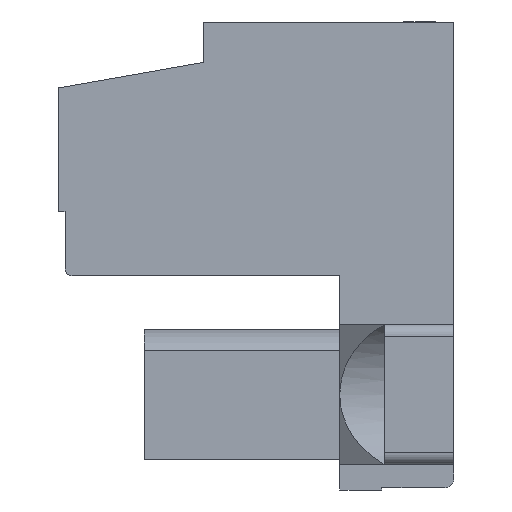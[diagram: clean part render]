
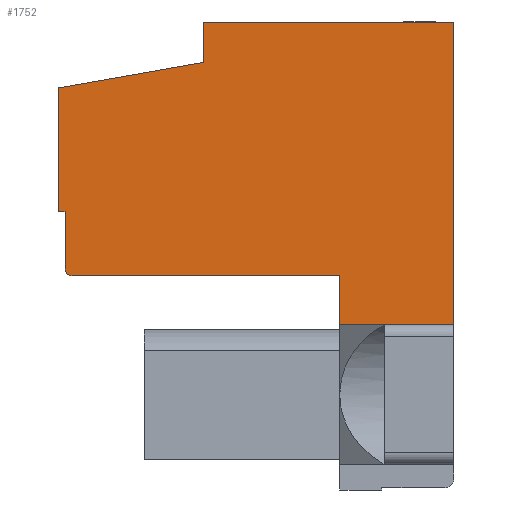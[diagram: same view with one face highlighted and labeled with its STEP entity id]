
A CAD part, left-side view. The second image highlights one B-rep face of the part: STEP entity #1752.
In plain terms, the highlighted planar face has unit normal (-1, 0, 0).
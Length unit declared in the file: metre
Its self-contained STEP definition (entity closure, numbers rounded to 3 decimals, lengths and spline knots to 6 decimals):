
#1752=ADVANCED_FACE('',(#3659),#3660,.F.);
#3659=FACE_OUTER_BOUND('',#5604,.T.);
#3660=PLANE('',#5605);
#5604=EDGE_LOOP('',(#10703,#10704,#10705,#10706,#10707,#10708,#10709,#10710,#10711,#10712,#10713));
#5605=AXIS2_PLACEMENT_3D('',#10714,#10715,#10716);
#10703=ORIENTED_EDGE('',*,*,#12537,.F.);
#10704=ORIENTED_EDGE('',*,*,#12394,.F.);
#10705=ORIENTED_EDGE('',*,*,#12920,.F.);
#10706=ORIENTED_EDGE('',*,*,#12259,.F.);
#10707=ORIENTED_EDGE('',*,*,#11172,.F.);
#10708=ORIENTED_EDGE('',*,*,#12836,.F.);
#10709=ORIENTED_EDGE('',*,*,#12773,.F.);
#10710=ORIENTED_EDGE('',*,*,#12639,.F.);
#10711=ORIENTED_EDGE('',*,*,#11495,.F.);
#10712=ORIENTED_EDGE('',*,*,#11616,.F.);
#10713=ORIENTED_EDGE('',*,*,#12430,.F.);
#10714=CARTESIAN_POINT('',(0.,0.0004,-0.0196));
#10715=DIRECTION('',(1.0,0.,0.));
#10716=DIRECTION('',(0.,0.,1.0));
#11172=EDGE_CURVE('',#13327,#13329,#13330,.T.);
#11495=EDGE_CURVE('',#13886,#13881,#13888,.T.);
#11616=EDGE_CURVE('',#14087,#13886,#14089,.T.);
#12259=EDGE_CURVE('',#13329,#15089,#15090,.T.);
#12394=EDGE_CURVE('',#15285,#15253,#15287,.T.);
#12430=EDGE_CURVE('',#15335,#14087,#15337,.T.);
#12537=EDGE_CURVE('',#15253,#15335,#15480,.T.);
#12639=EDGE_CURVE('',#13881,#15610,#15614,.T.);
#12773=EDGE_CURVE('',#15610,#15772,#15773,.T.);
#12836=EDGE_CURVE('',#15772,#13327,#15848,.T.);
#12920=EDGE_CURVE('',#15089,#15285,#15942,.T.);
#13327=VERTEX_POINT('',#16454);
#13329=VERTEX_POINT('',#16457);
#13330=LINE('',#16458,#16459);
#13881=VERTEX_POINT('',#17228);
#13886=VERTEX_POINT('',#17235);
#13888=LINE('',#17238,#17239);
#14087=VERTEX_POINT('',#17523);
#14089=LINE('',#17526,#17527);
#15089=VERTEX_POINT('',#18950);
#15090=LINE('',#18951,#18952);
#15253=VERTEX_POINT('',#19191);
#15285=VERTEX_POINT('',#19233);
#15287=LINE('',#19236,#19237);
#15335=VERTEX_POINT('',#19306);
#15337=CIRCLE('',#19309,0.0003);
#15480=LINE('',#19521,#19522);
#15610=VERTEX_POINT('',#19711);
#15614=LINE('',#19717,#19718);
#15772=VERTEX_POINT('',#19945);
#15773=LINE('',#19946,#19947);
#15848=LINE('',#20062,#20063);
#15942=LINE('',#20193,#20194);
#16454=CARTESIAN_POINT('',(0.,0.01075,0.0));
#16457=CARTESIAN_POINT('',(0.0,0.0,0.0));
#16458=CARTESIAN_POINT('',(0.0,0.0,0.0));
#16459=VECTOR('',#20559,1.0);
#17228=CARTESIAN_POINT('',(0.,0.017,-0.00815));
#17235=CARTESIAN_POINT('',(0.,0.0167,-0.00815));
#17238=CARTESIAN_POINT('',(0.,0.017,-0.00815));
#17239=VECTOR('',#20901,1.0);
#17523=CARTESIAN_POINT('',(0.,0.0167,-0.0106));
#17526=CARTESIAN_POINT('',(0.,0.0167,-0.00815));
#17527=VECTOR('',#21018,1.0);
#18950=CARTESIAN_POINT('',(0.0,0.,-0.013));
#18951=CARTESIAN_POINT('',(0.0,0.,-0.0196));
#18952=VECTOR('',#21649,1.0);
#19191=CARTESIAN_POINT('',(0.,0.0049,-0.0109));
#19233=CARTESIAN_POINT('',(0.,0.0049,-0.013));
#19236=CARTESIAN_POINT('',(0.,0.0049,-0.0109));
#19237=VECTOR('',#21791,1.0);
#19306=CARTESIAN_POINT('',(0.,0.0164,-0.0109));
#19309=AXIS2_PLACEMENT_3D('',#21823,#21824,#21825);
#19521=CARTESIAN_POINT('',(0.,0.0164,-0.0109));
#19522=VECTOR('',#21916,1.0);
#19711=CARTESIAN_POINT('',(0.,0.017,-0.002834));
#19717=CARTESIAN_POINT('',(0.,0.017,-0.002834));
#19718=VECTOR('',#21993,1.0);
#19945=CARTESIAN_POINT('',(0.,0.01075,-0.001732));
#19946=CARTESIAN_POINT('',(0.,0.01075,-0.001732));
#19947=VECTOR('',#22093,1.0);
#20062=CARTESIAN_POINT('',(0.,0.01075,0.0));
#20063=VECTOR('',#22137,1.0);
#20193=CARTESIAN_POINT('',(0.,0.0015,-0.013));
#20194=VECTOR('',#22192,1.0);
#20559=DIRECTION('',(0.,-1.0,0.));
#20901=DIRECTION('',(0.,1.0,0.));
#21018=DIRECTION('',(0.,0.,1.0));
#21649=DIRECTION('',(0.,0.,-1.0));
#21791=DIRECTION('',(0.,0.,1.0));
#21823=CARTESIAN_POINT('',(0.,0.0164,-0.0106));
#21824=DIRECTION('',(1.0,0.,0.));
#21825=DIRECTION('',(0.,-0.707,0.707));
#21916=DIRECTION('',(0.,1.0,0.));
#21993=DIRECTION('',(0.,0.,1.0));
#22093=DIRECTION('',(0.,-0.985,0.174));
#22137=DIRECTION('',(0.,0.,1.0));
#22192=DIRECTION('',(0.,1.0,0.));
